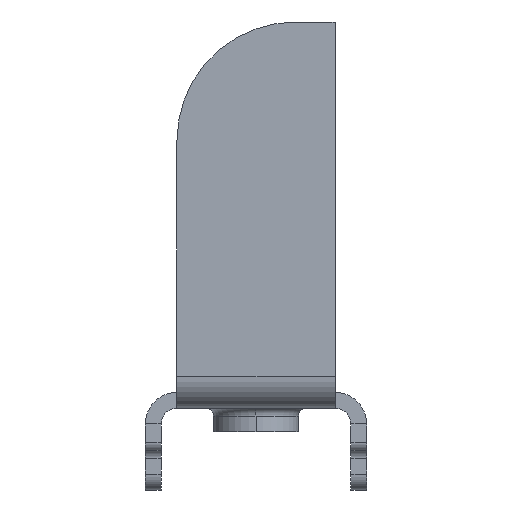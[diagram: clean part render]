
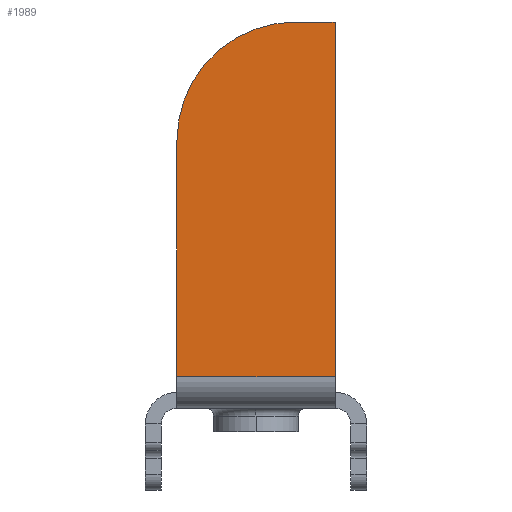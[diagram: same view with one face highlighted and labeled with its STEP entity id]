
A CAD part, left-side view. The second image highlights one B-rep face of the part: STEP entity #1989.
In plain terms, the highlighted planar face has unit normal (-1, 0, 0).
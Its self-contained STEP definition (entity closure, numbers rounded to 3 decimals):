
#412=DIRECTION('',(0.,1.,0.));
#413=VECTOR('',#412,20.);
#414=CARTESIAN_POINT('',(-146.,-10.,2.));
#415=LINE('',#414,#413);
#426=DIRECTION('',(0.,0.,1.));
#427=VECTOR('',#426,29.858);
#428=CARTESIAN_POINT('',(-146.,10.,2.));
#429=LINE('',#428,#427);
#430=CARTESIAN_POINT('',(-146.,-5.,31.858));
#431=DIRECTION('',(1.,0.,0.));
#432=DIRECTION('',(0.,1.,0.));
#433=AXIS2_PLACEMENT_3D('',#430,#431,#432);
#435=DIRECTION('',(0.,-1.,0.));
#436=VECTOR('',#435,5.);
#437=CARTESIAN_POINT('',(-146.,-5.,46.858));
#438=LINE('',#437,#436);
#439=DIRECTION('',(0.,0.,-1.));
#440=VECTOR('',#439,44.858);
#441=CARTESIAN_POINT('',(-146.,-10.,46.858));
#442=LINE('',#441,#440);
#1422=CARTESIAN_POINT('',(-146.,10.,31.858));
#1423=CARTESIAN_POINT('',(-146.,-5.,46.858));
#1424=VERTEX_POINT('',#1422);
#1425=VERTEX_POINT('',#1423);
#1426=CARTESIAN_POINT('',(-146.,-10.,46.858));
#1427=VERTEX_POINT('',#1426);
#1530=CARTESIAN_POINT('',(-146.,10.,2.));
#1531=VERTEX_POINT('',#1530);
#1534=CARTESIAN_POINT('',(-146.,-10.,2.));
#1535=VERTEX_POINT('',#1534);
#1974=CARTESIAN_POINT('',(-146.,0.,-144.142));
#1975=DIRECTION('',(1.,0.,0.));
#1976=DIRECTION('',(0.,0.,-1.));
#1977=AXIS2_PLACEMENT_3D('',#1974,#1975,#1976);
#1978=PLANE('',#1977);
#1979=ORIENTED_EDGE('',*,*,#1965,.T.);
#1981=ORIENTED_EDGE('',*,*,#1980,.T.);
#1983=ORIENTED_EDGE('',*,*,#1982,.T.);
#1985=ORIENTED_EDGE('',*,*,#1984,.T.);
#1986=ORIENTED_EDGE('',*,*,#1695,.T.);
#1987=EDGE_LOOP('',(#1979,#1981,#1983,#1985,#1986));
#1988=FACE_OUTER_BOUND('',#1987,.F.);
#1989=ADVANCED_FACE('',(#1988),#1978,.F.);
#434=CIRCLE('',#433,15.);
#1695=EDGE_CURVE('',#1427,#1535,#442,.T.);
#1965=EDGE_CURVE('',#1535,#1531,#415,.T.);
#1980=EDGE_CURVE('',#1531,#1424,#429,.T.);
#1982=EDGE_CURVE('',#1424,#1425,#434,.T.);
#1984=EDGE_CURVE('',#1425,#1427,#438,.T.);
